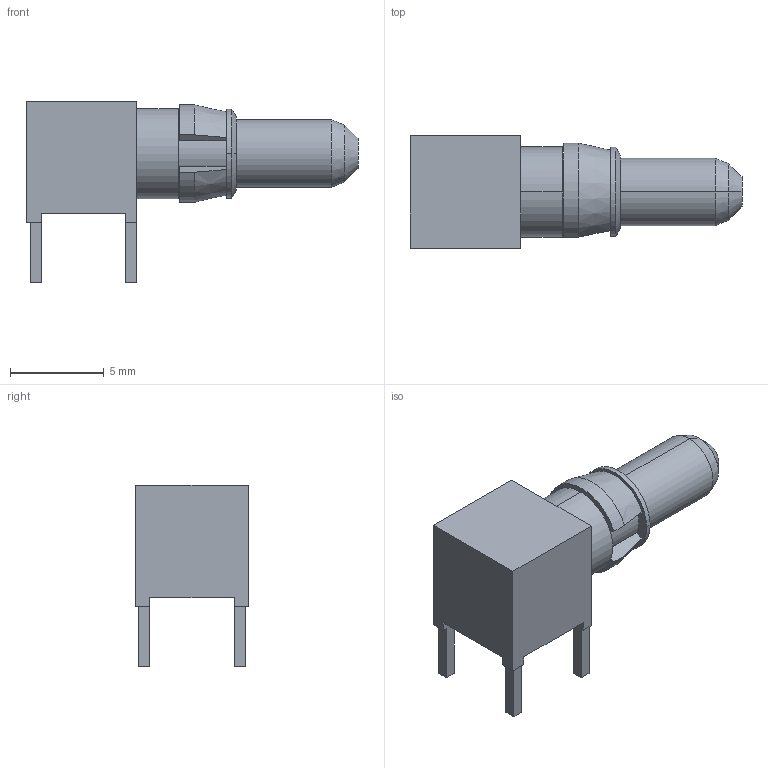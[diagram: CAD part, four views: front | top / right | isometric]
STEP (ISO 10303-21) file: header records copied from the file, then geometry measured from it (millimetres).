
FILE_DESCRIPTION((''),'2;1');
FILE_NAME('HARTING_09 03 000 6104.stp','2015-02-12T13:51:40',(''),(''),'Mechanical Desktop 2011','Mechanical Desktop 2011',', , ');
FILE_SCHEMA(('AUTOMOTIVE_DESIGN { 1 2 10303 214 1 1 1 1 }'));
Length unit declared in the file: millimetre
Products named in the file (1): Product
Bounding box: 17.7 x 6 x 9.7 mm (x, y, z)
Volume: 381.7 mm3; surface area: 584.8 mm2
Topology: 6 solids, 6 shells, 68 faces, 151 edges, 98 vertices
Faces by surface type: plane 25, bspline 18, cylinder 16, cone 9
Entity records: 1926 total; most frequent: CARTESIAN_POINT 372, ORIENTED_EDGE 302, DIRECTION 294, EDGE_CURVE 151, VECTOR 110, LINE 110, VERTEX_POINT 98, AXIS2_PLACEMENT_3D 92
